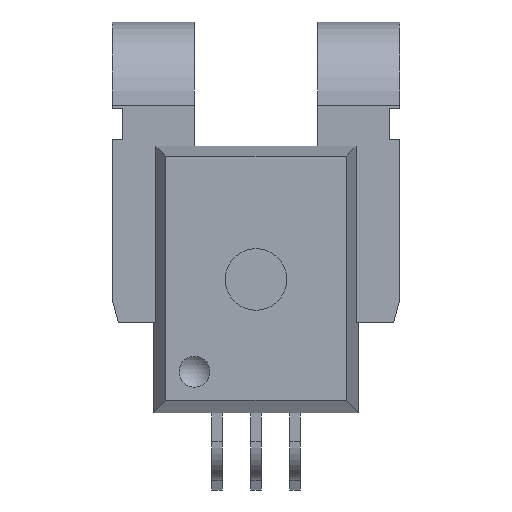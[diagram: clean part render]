
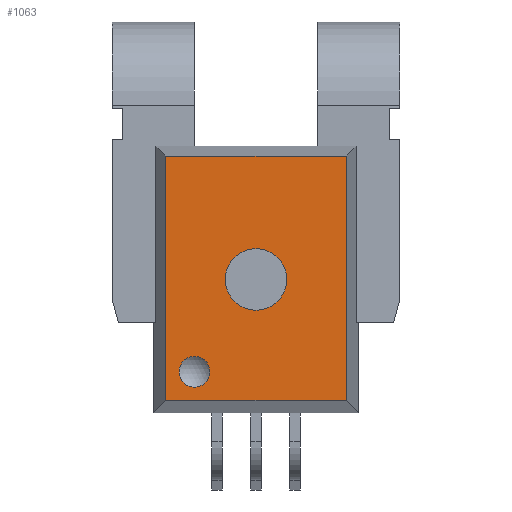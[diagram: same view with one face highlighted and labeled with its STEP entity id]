
A CAD part, top view. The second image highlights one B-rep face of the part: STEP entity #1063.
In plain terms, the highlighted planar face has unit normal (0, 0, 1).
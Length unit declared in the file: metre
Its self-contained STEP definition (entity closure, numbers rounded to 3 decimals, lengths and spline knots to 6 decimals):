
#433 = EDGE_CURVE( '', #1197, #1198, #1199, .T. );
#493 = EDGE_CURVE( '', #1309, #1309, #1310, .T. );
#841 = EDGE_CURVE( '', #1197, #1796, #1797, .T. );
#875 = EDGE_CURVE( '', #1842, #1842, #1843, .T. );
#1057 = EDGE_CURVE( '', #1198, #1961, #2062, .T. );
#1063 = ADVANCED_FACE( '', ( #2069, #2070, #2071 ), #2072, .F. );
#1087 = EDGE_CURVE( '', #1796, #1961, #2097, .T. );
#1197 = VERTEX_POINT( '', #2221 );
#1198 = VERTEX_POINT( '', #2222 );
#1199 = LINE( '', #2223, #2224 );
#1309 = VERTEX_POINT( '', #2381 );
#1310 = CIRCLE( '', #2382, 0.0015 );
#1796 = VERTEX_POINT( '', #3103 );
#1797 = LINE( '', #3104, #3105 );
#1842 = VERTEX_POINT( '', #3171 );
#1843 = CIRCLE( '', #3172, 0.00075 );
#1961 = VERTEX_POINT( '', #3353 );
#2062 = LINE( '', #3506, #3507 );
#2069 = FACE_OUTER_BOUND( '', #3516, .T. );
#2070 = FACE_BOUND( '', #3517, .T. );
#2071 = FACE_BOUND( '', #3518, .T. );
#2072 = PLANE( '', #3519 );
#2097 = LINE( '', #3565, #3566 );
#2221 = CARTESIAN_POINT( '', ( -0.004394, -0.006859, 0.007 ) );
#2222 = CARTESIAN_POINT( '', ( 0.004394, -0.006859, 0.007 ) );
#2223 = CARTESIAN_POINT( '', ( -0.005, -0.006859, 0.007 ) );
#2224 = VECTOR( '', #3673, 1. );
#2381 = CARTESIAN_POINT( '', ( 0.0015, -0.000965, 0.007 ) );
#2382 = AXIS2_PLACEMENT_3D( '', #3758, #3759, #3760 );
#3103 = CARTESIAN_POINT( '', ( -0.004394, 0.00505, 0.007 ) );
#3104 = CARTESIAN_POINT( '', ( -0.004394, -0.007465, 0.007 ) );
#3105 = VECTOR( '', #4355, 1. );
#3171 = CARTESIAN_POINT( '', ( -0.00375, -0.005465, 0.007 ) );
#3172 = AXIS2_PLACEMENT_3D( '', #4415, #4416, #4417 );
#3353 = CARTESIAN_POINT( '', ( 0.004394, 0.00505, 0.007 ) );
#3506 = CARTESIAN_POINT( '', ( 0.004394, -0.007465, 0.007 ) );
#3507 = VECTOR( '', #4729, 1. );
#3516 = EDGE_LOOP( '', ( #4744, #4745, #4746, #4747 ) );
#3517 = EDGE_LOOP( '', ( #4748 ) );
#3518 = EDGE_LOOP( '', ( #4749 ) );
#3519 = AXIS2_PLACEMENT_3D( '', #4750, #4751, #4752 );
#3565 = CARTESIAN_POINT( '', ( -0.005, 0.00505, 0.007 ) );
#3566 = VECTOR( '', #4775, 1. );
#3673 = DIRECTION( '', ( 1., 0., 0. ) );
#3758 = CARTESIAN_POINT( '', ( 0., -0.000965, 0.007 ) );
#3759 = DIRECTION( '', ( 0., 0., 1. ) );
#3760 = DIRECTION( '', ( 1., 0., 0. ) );
#4355 = DIRECTION( '', ( 0., 1., 0. ) );
#4415 = CARTESIAN_POINT( '', ( -0.003, -0.005465, 0.007 ) );
#4416 = DIRECTION( '', ( 0., 0., -1. ) );
#4417 = DIRECTION( '', ( -1., 0., 0. ) );
#4729 = DIRECTION( '', ( 0., 1., 0. ) );
#4744 = ORIENTED_EDGE( '', *, *, #1057, .T. );
#4745 = ORIENTED_EDGE( '', *, *, #1087, .F. );
#4746 = ORIENTED_EDGE( '', *, *, #841, .F. );
#4747 = ORIENTED_EDGE( '', *, *, #433, .T. );
#4748 = ORIENTED_EDGE( '', *, *, #493, .F. );
#4749 = ORIENTED_EDGE( '', *, *, #875, .T. );
#4750 = CARTESIAN_POINT( '', ( 0., -0.000965, 0.007 ) );
#4751 = DIRECTION( '', ( 0., 0., -1. ) );
#4752 = DIRECTION( '', ( 0., -1., 0. ) );
#4775 = DIRECTION( '', ( 1., 0., 0. ) );
